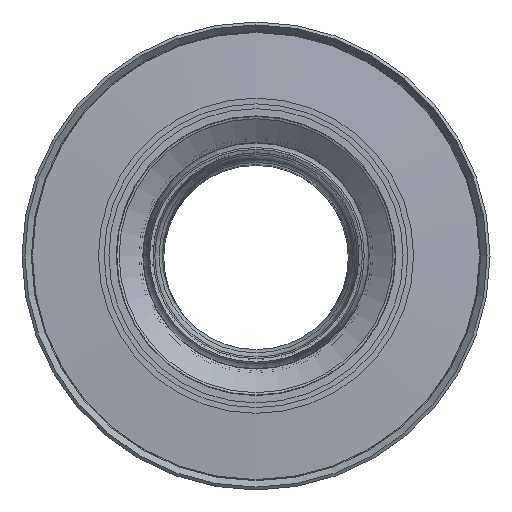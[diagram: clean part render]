
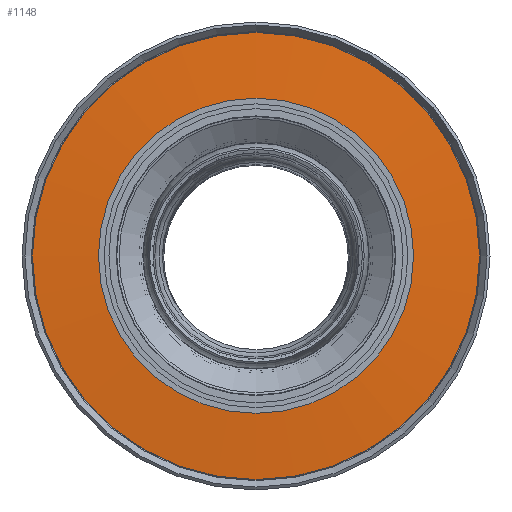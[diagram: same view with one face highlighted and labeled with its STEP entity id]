
A CAD part, top view. The second image highlights one B-rep face of the part: STEP entity #1148.
In plain terms, the highlighted conical face has half-angle 86.049 degrees and reference radius 986.657 mm.
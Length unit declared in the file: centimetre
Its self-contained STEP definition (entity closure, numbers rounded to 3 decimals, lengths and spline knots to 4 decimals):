
#30=CONICAL_SURFACE('',#1358,98.6656,1.502);
#128=FACE_OUTER_BOUND('',#211,.T.);
#211=EDGE_LOOP('',(#834,#835,#836,#837,#838));
#319=CIRCLE('',#1357,80.1366);
#320=CIRCLE('',#1359,117.1947);
#321=CIRCLE('',#1360,117.1947);
#452=VERTEX_POINT('',#2214);
#453=VERTEX_POINT('',#2218);
#454=VERTEX_POINT('',#2219);
#593=EDGE_CURVE('',#452,#452,#319,.T.);
#594=EDGE_CURVE('',#453,#454,#320,.T.);
#595=EDGE_CURVE('',#454,#453,#321,.T.);
#596=EDGE_CURVE('',#454,#452,#1225,.T.);
#834=ORIENTED_EDGE('',*,*,#594,.F.);
#835=ORIENTED_EDGE('',*,*,#595,.F.);
#836=ORIENTED_EDGE('',*,*,#596,.T.);
#837=ORIENTED_EDGE('',*,*,#593,.T.);
#838=ORIENTED_EDGE('',*,*,#596,.F.);
#1148=ADVANCED_FACE('',(#128),#30,.T.);
#1225=LINE('',#2222,#1263);
#1263=VECTOR('',#1659,98.6656);
#1357=AXIS2_PLACEMENT_3D('',#2216,#1651,#1652);
#1358=AXIS2_PLACEMENT_3D('',#2217,#1653,#1654);
#1359=AXIS2_PLACEMENT_3D('',#2220,#1655,#1656);
#1360=AXIS2_PLACEMENT_3D('',#2221,#1657,#1658);
#1651=DIRECTION('center_axis',(0.,0.,-1.));
#1652=DIRECTION('ref_axis',(1.,0.,0.));
#1653=DIRECTION('center_axis',(0.,0.,-1.));
#1654=DIRECTION('ref_axis',(-1.,0.,0.));
#1655=DIRECTION('center_axis',(0.,0.,-1.));
#1656=DIRECTION('ref_axis',(1.,0.,0.));
#1657=DIRECTION('center_axis',(0.,0.,-1.));
#1658=DIRECTION('ref_axis',(1.,0.,0.));
#1659=DIRECTION('',(-0.998,0.,0.069));
#2214=CARTESIAN_POINT('',(284.0718,155.6314,424.5625));
#2216=CARTESIAN_POINT('Origin',(203.9352,155.6314,424.5625));
#2217=CARTESIAN_POINT('Origin',(203.9352,155.6314,423.2829));
#2218=CARTESIAN_POINT('',(203.9352,38.4367,422.0033));
#2219=CARTESIAN_POINT('',(321.1299,155.6314,422.0033));
#2220=CARTESIAN_POINT('Origin',(203.9352,155.6314,422.0033));
#2221=CARTESIAN_POINT('Origin',(203.9352,155.6314,422.0033));
#2222=CARTESIAN_POINT('',(302.6008,155.6314,423.2829));
